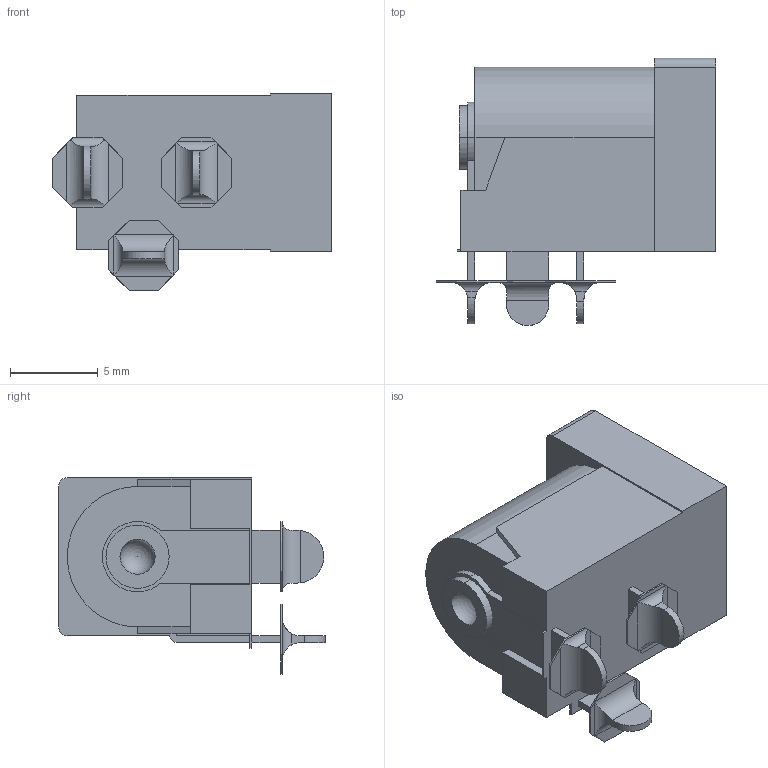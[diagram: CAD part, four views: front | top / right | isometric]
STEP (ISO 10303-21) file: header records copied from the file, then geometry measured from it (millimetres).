
FILE_DESCRIPTION(('FreeCAD Model'),'2;1');
FILE_NAME('Open CASCADE Shape Model','2023-03-07T16:17:36',('Author'),( ''),'Open CASCADE STEP processor 7.5','FreeCAD','Unknown');
FILE_SCHEMA(('AUTOMOTIVE_DESIGN { 1 0 10303 214 1 1 1 1 }'));
Length unit declared in the file: millimetre
Products named in the file (1): Fusion
Bounding box: 15.9 x 15.2 x 11.2 mm (x, y, z)
Volume: 857 mm3; surface area: 1388.2 mm2
Topology: 1 solids, 1 shells, 148 faces, 409 edges, 271 vertices
Faces by surface type: plane 112, cylinder 34, sphere 2
Entity records: 11229 total; most frequent: CARTESIAN_POINT 3251, DIRECTION 1431, LINE 981, VECTOR 981, ORIENTED_EDGE 814, PCURVE 814, DEFINITIONAL_REPRESENTATION 814, EDGE_CURVE 407
